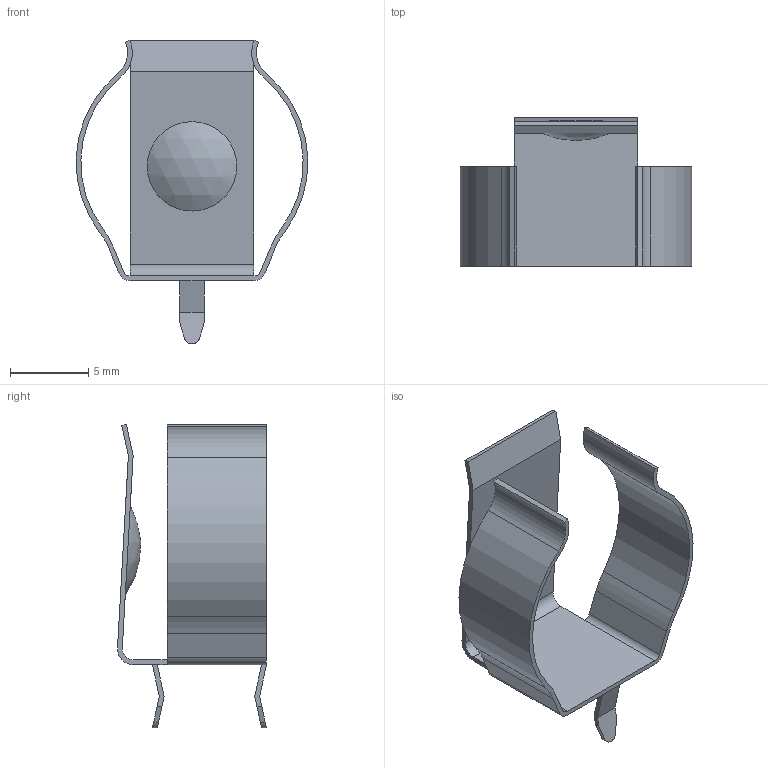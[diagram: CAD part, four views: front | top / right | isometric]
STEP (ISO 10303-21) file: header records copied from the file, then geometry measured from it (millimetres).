
FILE_DESCRIPTION((''),'2;1');
FILE_NAME('GL2003 AA Battery Clip MPD BK-92.stp','2014-02-06T23:33:33',('snwright'),(''),'Autodesk Inventor 2013','Autodesk Inventor 2013','');
FILE_SCHEMA(('AUTOMOTIVE_DESIGN { 1 0 10303 214 1 1 1 1 }'));
Length unit declared in the file: millimetre
Products named in the file (1): GL2003 AA Battery Clip MPD BK-92
Bounding box: 14.8 x 9.52 x 19.39 mm (x, y, z)
Volume: 129 mm3; surface area: 891.2 mm2
Topology: 1 solids, 1 shells, 56 faces, 149 edges, 98 vertices
Faces by surface type: plane 34, cylinder 20, sphere 2
Entity records: 1769 total; most frequent: DIRECTION 305, CARTESIAN_POINT 304, ORIENTED_EDGE 298, EDGE_CURVE 149, VECTOR 107, LINE 107, AXIS2_PLACEMENT_3D 99, VERTEX_POINT 98
